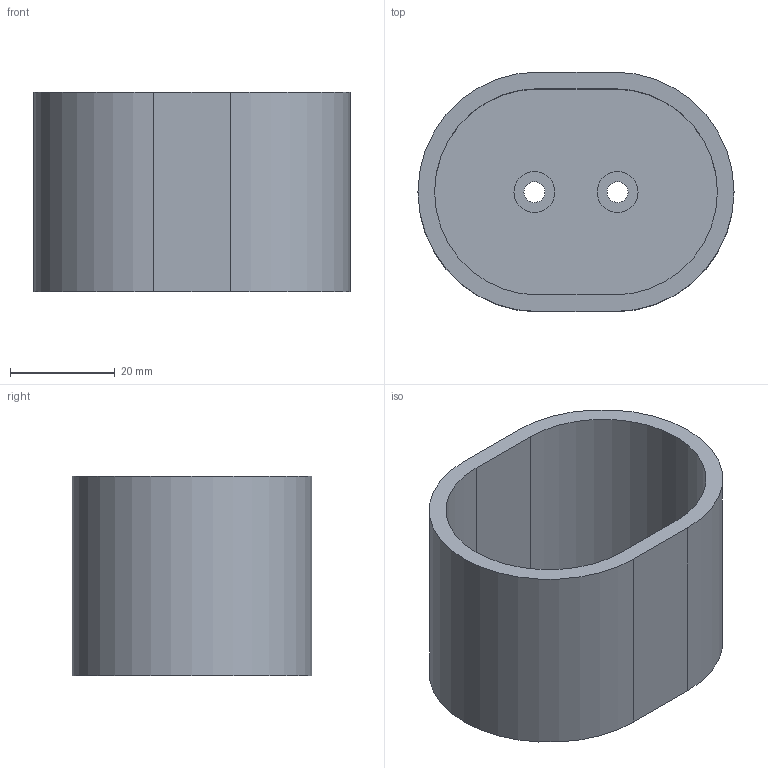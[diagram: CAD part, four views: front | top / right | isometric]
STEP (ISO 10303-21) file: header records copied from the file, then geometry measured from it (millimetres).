
FILE_DESCRIPTION(/* description */ (''),/* implementation_level */ '2;1');
FILE_NAME(/* name */ 'Rod Holder.step',/* time_stamp */ '2024-09-16T13:05:24-04:00',/* author */ (''),/* organization */ (''),/* preprocessor_version */ 'ST-DEVELOPER v20',/* originating_system */ 'Autodesk Translation Framework v13.14.0.145',/* authorisation */ '');
FILE_SCHEMA (('AUTOMOTIVE_DESIGN { 1 0 10303 214 3 1 1 }'));
Length unit declared in the file: inch
Products named in the file (1): Rod Holder
Bounding box: 60.33 x 45.72 x 38.1 mm (x, y, z)
Volume: 24459.9 mm3; surface area: 16937.5 mm2
Topology: 1 solids, 1 shells, 17 faces, 36 edges, 24 vertices
Faces by surface type: plane 9, cylinder 8
Full cylindrical faces by diameter (mm): 4 x2, 7.81 x2
Entity records: 509 total; most frequent: DIRECTION 88, CARTESIAN_POINT 78, ORIENTED_EDGE 72, EDGE_CURVE 36, AXIS2_PLACEMENT_3D 34, EDGE_LOOP 24, VERTEX_POINT 24, LINE 20
